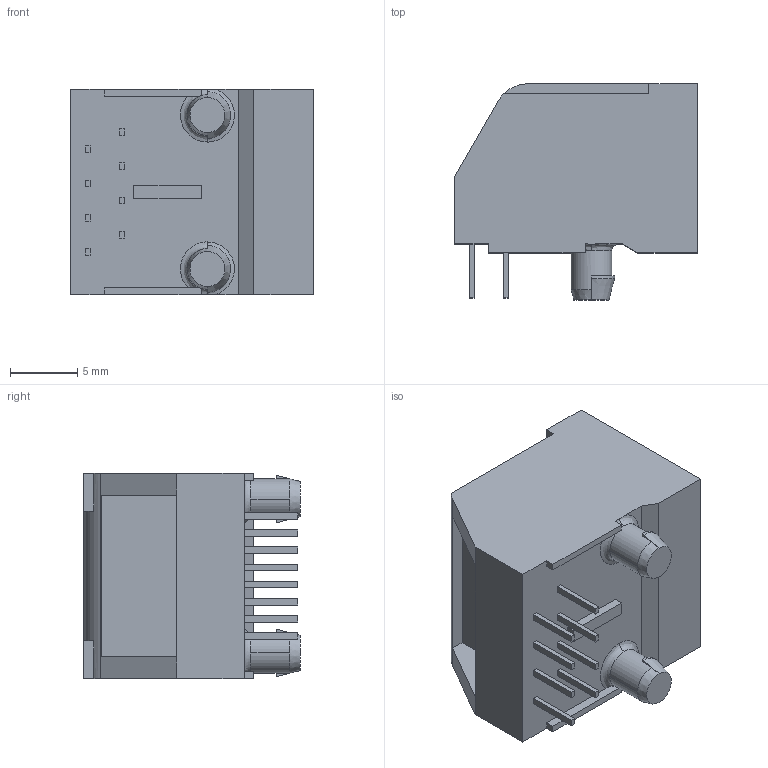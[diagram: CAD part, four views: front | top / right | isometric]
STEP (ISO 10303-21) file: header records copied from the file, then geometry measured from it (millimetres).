
FILE_DESCRIPTION (( 'STEP AP203' ), '1' );
FILE_NAME ('M-RJE03-188-0X10-REVT1.STEP', '2012-09-05T19:53:54', ( '' ), ( '' ), 'SwSTEP 2.0', 'SolidWorks 2012', '' );
FILE_SCHEMA (( 'CONFIG_CONTROL_DESIGN' ));
Length unit declared in the file: millimetre
Products named in the file (1): M-RJE03-188-0X10-REVT1
Bounding box: 18.03 x 16.06 x 15.24 mm (x, y, z)
Volume: 1593.2 mm3; surface area: 2207.1 mm2
Topology: 1 solids, 1 shells, 163 faces, 427 edges, 284 vertices
Faces by surface type: plane 146, cylinder 7, bspline 6, cone 4
Entity records: 5378 total; most frequent: CARTESIAN_POINT 1299, ORIENTED_EDGE 854, DIRECTION 759, EDGE_CURVE 427, VECTOR 379, LINE 379, VERTEX_POINT 284, AXIS2_PLACEMENT_3D 190
